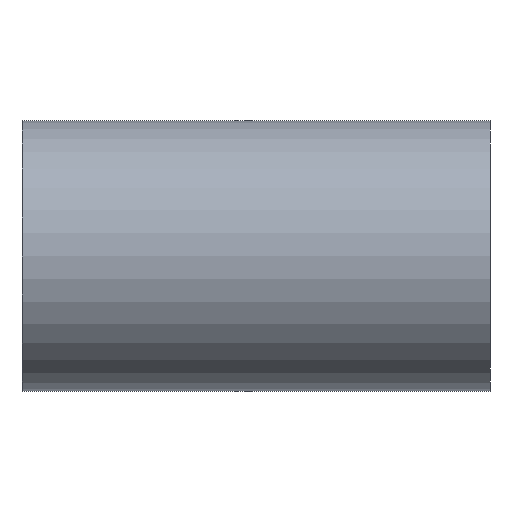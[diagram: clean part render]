
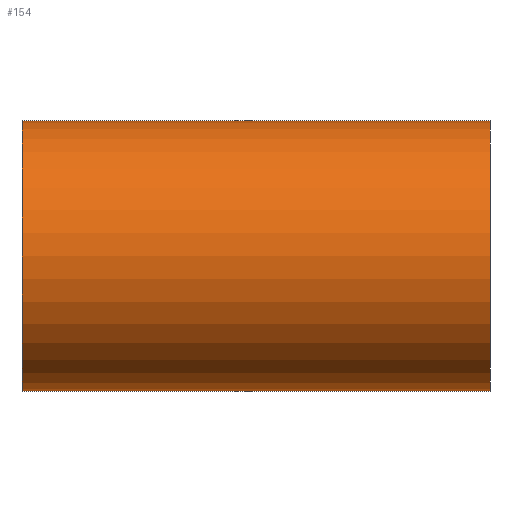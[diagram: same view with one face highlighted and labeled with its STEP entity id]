
A CAD part, front view. The second image highlights one B-rep face of the part: STEP entity #154.
In plain terms, the highlighted cylindrical face has radius 26.6 mm (diameter 53.2 mm), a partial arc.
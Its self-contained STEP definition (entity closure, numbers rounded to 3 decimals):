
#154 = ADVANCED_FACE( '', ( #372 ), #373, .T. );
#156 = VERTEX_POINT( '', #375 );
#214 = VERTEX_POINT( '', #438 );
#222 = EDGE_CURVE( '', #156, #214, #446, .T. );
#228 = EDGE_CURVE( '', #156, #290, #452, .T. );
#238 = EDGE_CURVE( '', #214, #278, #465, .T. );
#272 = EDGE_CURVE( '', #278, #290, #502, .T. );
#278 = VERTEX_POINT( '', #509 );
#290 = VERTEX_POINT( '', #522 );
#372 = FACE_OUTER_BOUND( '', #619, .T. );
#373 = CYLINDRICAL_SURFACE( '', #620, 26.6 );
#375 = CARTESIAN_POINT( '', ( -70., 0., 26.6 ) );
#438 = CARTESIAN_POINT( '', ( 22., 0., 26.6 ) );
#446 = LINE( '', #774, #775 );
#452 = CIRCLE( '', #785, 26.6 );
#465 = CIRCLE( '', #800, 26.6 );
#502 = LINE( '', #894, #895 );
#509 = CARTESIAN_POINT( '', ( 22., 0., -26.6 ) );
#522 = CARTESIAN_POINT( '', ( -70., 0., -26.6 ) );
#619 = EDGE_LOOP( '', ( #1058, #1059, #1060, #1061 ) );
#620 = AXIS2_PLACEMENT_3D( '', #1062, #1063, #1064 );
#774 = CARTESIAN_POINT( '', ( 22., 0., 26.6 ) );
#775 = VECTOR( '', #1125, 1. );
#785 = AXIS2_PLACEMENT_3D( '', #1130, #1131, #1132 );
#800 = AXIS2_PLACEMENT_3D( '', #1153, #1154, #1155 );
#894 = CARTESIAN_POINT( '', ( 22., 0., -26.6 ) );
#895 = VECTOR( '', #1200, 1. );
#1058 = ORIENTED_EDGE( '', *, *, #272, .F. );
#1059 = ORIENTED_EDGE( '', *, *, #238, .F. );
#1060 = ORIENTED_EDGE( '', *, *, #222, .F. );
#1061 = ORIENTED_EDGE( '', *, *, #228, .T. );
#1062 = CARTESIAN_POINT( '', ( 22., 0., 0. ) );
#1063 = DIRECTION( '', ( 1., 0., 0. ) );
#1064 = DIRECTION( '', ( 0., 0., -1. ) );
#1125 = DIRECTION( '', ( 1., 0., 0. ) );
#1130 = CARTESIAN_POINT( '', ( -70., 0., 0. ) );
#1131 = DIRECTION( '', ( 1., 0., 0. ) );
#1132 = DIRECTION( '', ( 0., 0., -1. ) );
#1153 = CARTESIAN_POINT( '', ( 22., 0., 0. ) );
#1154 = DIRECTION( '', ( 1., 0., 0. ) );
#1155 = DIRECTION( '', ( 0., 0., -1. ) );
#1200 = DIRECTION( '', ( -1., 0., 0. ) );
